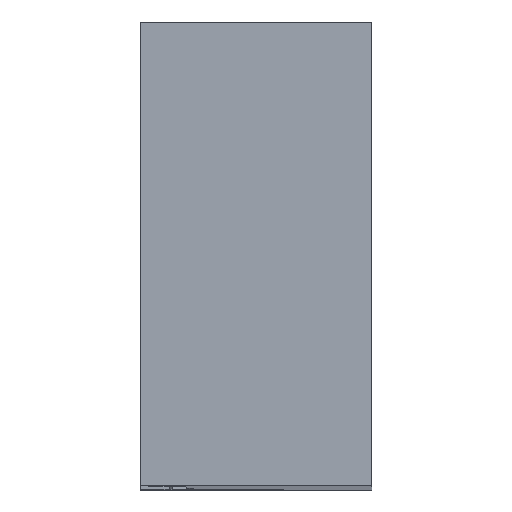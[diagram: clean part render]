
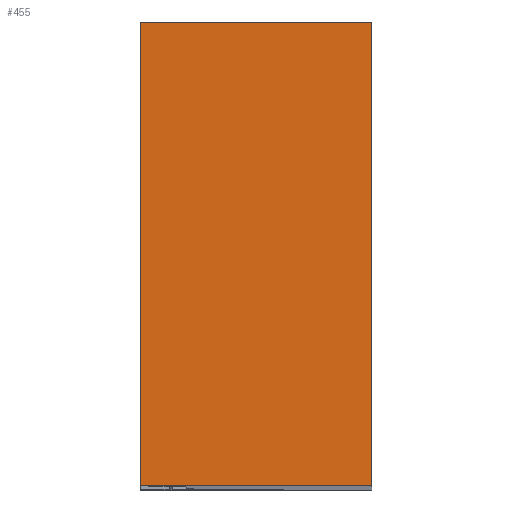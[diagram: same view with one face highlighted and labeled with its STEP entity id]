
A CAD part, top view. The second image highlights one B-rep face of the part: STEP entity #455.
In plain terms, the highlighted planar face has unit normal (0, 0, 1).
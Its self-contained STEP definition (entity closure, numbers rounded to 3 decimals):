
#39=FACE_OUTER_BOUND('',#62,.T.);
#62=EDGE_LOOP('',(#379,#380,#381,#382));
#115=LINE('',#846,#174);
#119=LINE('',#854,#178);
#120=LINE('',#856,#179);
#121=LINE('',#857,#180);
#174=VECTOR('',#575,10.);
#178=VECTOR('',#583,10.);
#179=VECTOR('',#584,10.);
#180=VECTOR('',#585,10.);
#221=VERTEX_POINT('',#843);
#222=VERTEX_POINT('',#845);
#224=VERTEX_POINT('',#853);
#225=VERTEX_POINT('',#855);
#279=EDGE_CURVE('',#222,#221,#115,.T.);
#283=EDGE_CURVE('',#222,#224,#119,.T.);
#284=EDGE_CURVE('',#225,#221,#120,.T.);
#285=EDGE_CURVE('',#224,#225,#121,.T.);
#379=ORIENTED_EDGE('',*,*,#283,.F.);
#380=ORIENTED_EDGE('',*,*,#279,.T.);
#381=ORIENTED_EDGE('',*,*,#284,.F.);
#382=ORIENTED_EDGE('',*,*,#285,.F.);
#432=PLANE('',#490);
#455=ADVANCED_FACE('',(#39),#432,.T.);
#490=AXIS2_PLACEMENT_3D('',#852,#581,#582);
#575=DIRECTION('',(1.,0.,0.));
#581=DIRECTION('center_axis',(0.,0.,1.));
#582=DIRECTION('ref_axis',(0.,-1.,0.));
#583=DIRECTION('',(0.,1.,0.));
#584=DIRECTION('',(0.,-1.,0.));
#585=DIRECTION('',(1.,0.,0.));
#843=CARTESIAN_POINT('',(500.,0.,5000.));
#845=CARTESIAN_POINT('',(0.,0.,5000.));
#846=CARTESIAN_POINT('',(0.,0.,5000.));
#852=CARTESIAN_POINT('Origin',(0.,1000.,5000.));
#853=CARTESIAN_POINT('',(0.,1000.,5000.));
#854=CARTESIAN_POINT('',(0.,0.,5000.));
#855=CARTESIAN_POINT('',(500.,1000.,5000.));
#856=CARTESIAN_POINT('',(500.,0.,5000.));
#857=CARTESIAN_POINT('',(0.,1000.,5000.));
